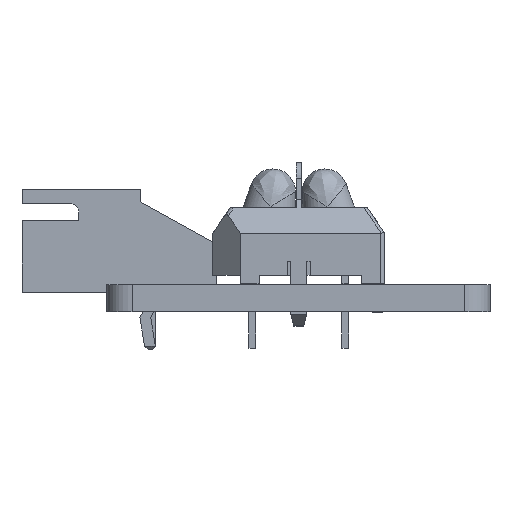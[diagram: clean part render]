
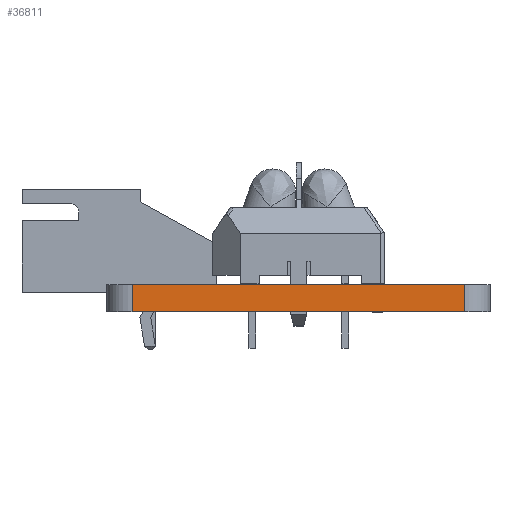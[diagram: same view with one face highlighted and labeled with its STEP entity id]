
A CAD part, left-side view. The second image highlights one B-rep face of the part: STEP entity #36811.
In plain terms, the highlighted planar face has unit normal (-1, 0, 0).
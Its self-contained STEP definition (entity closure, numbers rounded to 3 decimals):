
#33631 = PLANE('',#33632);
#33632 = AXIS2_PLACEMENT_3D('',#33633,#33634,#33635);
#33633 = CARTESIAN_POINT('',(116.173,-80.747,1.6));
#33634 = DIRECTION('',(0.,0.,1.));
#33635 = DIRECTION('',(1.,0.,-0.));
#33686 = PLANE('',#33687);
#33687 = AXIS2_PLACEMENT_3D('',#33688,#33689,#33690);
#33688 = CARTESIAN_POINT('',(116.173,-80.747,0.));
#33689 = DIRECTION('',(0.,0.,1.));
#33690 = DIRECTION('',(1.,0.,-0.));
#33795 = CYLINDRICAL_SURFACE('',#33796,1.5);
#33796 = AXIS2_PLACEMENT_3D('',#33797,#33798,#33799);
#33797 = CARTESIAN_POINT('',(86.81,-70.91,0.));
#33798 = DIRECTION('',(-0.,-0.,-1.));
#33799 = DIRECTION('',(1.,0.,-0.));
#33856 = VERTEX_POINT('',#33857);
#33857 = CARTESIAN_POINT('',(85.31,-70.91,0.));
#33879 = EDGE_CURVE('',#33880,#33856,#33882,.T.);
#33880 = VERTEX_POINT('',#33881);
#33881 = CARTESIAN_POINT('',(85.31,-90.59,0.));
#33882 = SURFACE_CURVE('',#33883,(#33887,#33894),.PCURVE_S1.);
#33883 = LINE('',#33884,#33885);
#33884 = CARTESIAN_POINT('',(85.31,-90.59,0.));
#33885 = VECTOR('',#33886,1.);
#33886 = DIRECTION('',(0.,1.,0.));
#33887 = PCURVE('',#33686,#33888);
#33888 = DEFINITIONAL_REPRESENTATION('',(#33889),#33893);
#33889 = LINE('',#33890,#33891);
#33890 = CARTESIAN_POINT('',(-30.863,-9.843));
#33891 = VECTOR('',#33892,1.);
#33892 = DIRECTION('',(0.,1.));
#33893 = ( GEOMETRIC_REPRESENTATION_CONTEXT(2) 
PARAMETRIC_REPRESENTATION_CONTEXT() REPRESENTATION_CONTEXT('2D SPACE',''
  ) );
#33894 = PCURVE('',#33895,#33900);
#33895 = PLANE('',#33896);
#33896 = AXIS2_PLACEMENT_3D('',#33897,#33898,#33899);
#33897 = CARTESIAN_POINT('',(85.31,-90.59,0.));
#33898 = DIRECTION('',(-1.,0.,0.));
#33899 = DIRECTION('',(0.,1.,0.));
#33900 = DEFINITIONAL_REPRESENTATION('',(#33901),#33905);
#33901 = LINE('',#33902,#33903);
#33902 = CARTESIAN_POINT('',(0.,0.));
#33903 = VECTOR('',#33904,1.);
#33904 = DIRECTION('',(1.,0.));
#33905 = ( GEOMETRIC_REPRESENTATION_CONTEXT(2) 
PARAMETRIC_REPRESENTATION_CONTEXT() REPRESENTATION_CONTEXT('2D SPACE',''
  ) );
#33924 = CYLINDRICAL_SURFACE('',#33925,1.5);
#33925 = AXIS2_PLACEMENT_3D('',#33926,#33927,#33928);
#33926 = CARTESIAN_POINT('',(86.81,-90.59,0.));
#33927 = DIRECTION('',(-0.,-0.,-1.));
#33928 = DIRECTION('',(1.,0.,-0.));
#35419 = VERTEX_POINT('',#35420);
#35420 = CARTESIAN_POINT('',(85.31,-70.91,1.6));
#35442 = EDGE_CURVE('',#35443,#35419,#35445,.T.);
#35443 = VERTEX_POINT('',#35444);
#35444 = CARTESIAN_POINT('',(85.31,-90.59,1.6));
#35445 = SURFACE_CURVE('',#35446,(#35450,#35457),.PCURVE_S1.);
#35446 = LINE('',#35447,#35448);
#35447 = CARTESIAN_POINT('',(85.31,-90.59,1.6));
#35448 = VECTOR('',#35449,1.);
#35449 = DIRECTION('',(0.,1.,0.));
#35450 = PCURVE('',#33631,#35451);
#35451 = DEFINITIONAL_REPRESENTATION('',(#35452),#35456);
#35452 = LINE('',#35453,#35454);
#35453 = CARTESIAN_POINT('',(-30.863,-9.843));
#35454 = VECTOR('',#35455,1.);
#35455 = DIRECTION('',(0.,1.));
#35456 = ( GEOMETRIC_REPRESENTATION_CONTEXT(2) 
PARAMETRIC_REPRESENTATION_CONTEXT() REPRESENTATION_CONTEXT('2D SPACE',''
  ) );
#35457 = PCURVE('',#33895,#35458);
#35458 = DEFINITIONAL_REPRESENTATION('',(#35459),#35463);
#35459 = LINE('',#35460,#35461);
#35460 = CARTESIAN_POINT('',(0.,-1.6));
#35461 = VECTOR('',#35462,1.);
#35462 = DIRECTION('',(1.,0.));
#35463 = ( GEOMETRIC_REPRESENTATION_CONTEXT(2) 
PARAMETRIC_REPRESENTATION_CONTEXT() REPRESENTATION_CONTEXT('2D SPACE',''
  ) );
#36763 = EDGE_CURVE('',#33856,#35419,#36764,.T.);
#36764 = SURFACE_CURVE('',#36765,(#36769,#36776),.PCURVE_S1.);
#36765 = LINE('',#36766,#36767);
#36766 = CARTESIAN_POINT('',(85.31,-70.91,0.));
#36767 = VECTOR('',#36768,1.);
#36768 = DIRECTION('',(0.,0.,1.));
#36769 = PCURVE('',#33795,#36770);
#36770 = DEFINITIONAL_REPRESENTATION('',(#36771),#36775);
#36771 = LINE('',#36772,#36773);
#36772 = CARTESIAN_POINT('',(-3.142,0.));
#36773 = VECTOR('',#36774,1.);
#36774 = DIRECTION('',(-0.,-1.));
#36775 = ( GEOMETRIC_REPRESENTATION_CONTEXT(2) 
PARAMETRIC_REPRESENTATION_CONTEXT() REPRESENTATION_CONTEXT('2D SPACE',''
  ) );
#36776 = PCURVE('',#33895,#36777);
#36777 = DEFINITIONAL_REPRESENTATION('',(#36778),#36782);
#36778 = LINE('',#36779,#36780);
#36779 = CARTESIAN_POINT('',(19.68,0.));
#36780 = VECTOR('',#36781,1.);
#36781 = DIRECTION('',(0.,-1.));
#36782 = ( GEOMETRIC_REPRESENTATION_CONTEXT(2) 
PARAMETRIC_REPRESENTATION_CONTEXT() REPRESENTATION_CONTEXT('2D SPACE',''
  ) );
#36811 = ADVANCED_FACE('',(#36812),#33895,.T.);
#36812 = FACE_BOUND('',#36813,.T.);
#36813 = EDGE_LOOP('',(#36814,#36835,#36836,#36837));
#36814 = ORIENTED_EDGE('',*,*,#36815,.T.);
#36815 = EDGE_CURVE('',#33880,#35443,#36816,.T.);
#36816 = SURFACE_CURVE('',#36817,(#36821,#36828),.PCURVE_S1.);
#36817 = LINE('',#36818,#36819);
#36818 = CARTESIAN_POINT('',(85.31,-90.59,0.));
#36819 = VECTOR('',#36820,1.);
#36820 = DIRECTION('',(0.,0.,1.));
#36821 = PCURVE('',#33895,#36822);
#36822 = DEFINITIONAL_REPRESENTATION('',(#36823),#36827);
#36823 = LINE('',#36824,#36825);
#36824 = CARTESIAN_POINT('',(0.,0.));
#36825 = VECTOR('',#36826,1.);
#36826 = DIRECTION('',(0.,-1.));
#36827 = ( GEOMETRIC_REPRESENTATION_CONTEXT(2) 
PARAMETRIC_REPRESENTATION_CONTEXT() REPRESENTATION_CONTEXT('2D SPACE',''
  ) );
#36828 = PCURVE('',#33924,#36829);
#36829 = DEFINITIONAL_REPRESENTATION('',(#36830),#36834);
#36830 = LINE('',#36831,#36832);
#36831 = CARTESIAN_POINT('',(-3.142,0.));
#36832 = VECTOR('',#36833,1.);
#36833 = DIRECTION('',(-0.,-1.));
#36834 = ( GEOMETRIC_REPRESENTATION_CONTEXT(2) 
PARAMETRIC_REPRESENTATION_CONTEXT() REPRESENTATION_CONTEXT('2D SPACE',''
  ) );
#36835 = ORIENTED_EDGE('',*,*,#35442,.T.);
#36836 = ORIENTED_EDGE('',*,*,#36763,.F.);
#36837 = ORIENTED_EDGE('',*,*,#33879,.F.);
